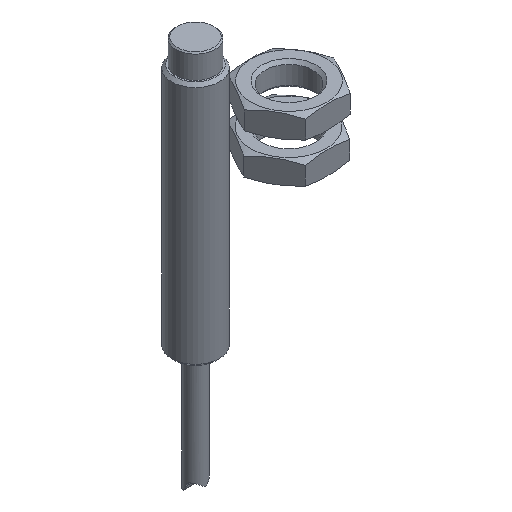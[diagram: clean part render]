
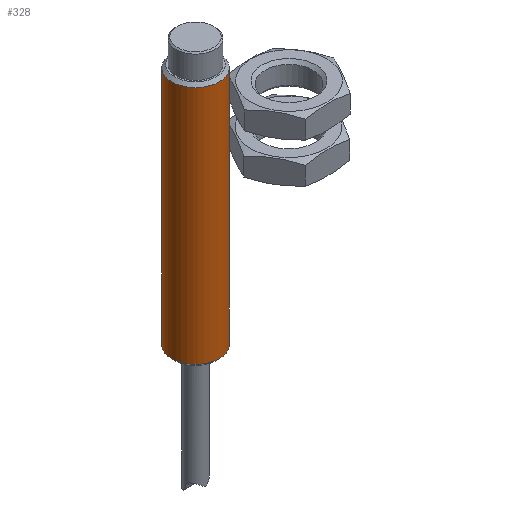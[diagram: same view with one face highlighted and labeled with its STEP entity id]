
A CAD part, isometric view. The second image highlights one B-rep face of the part: STEP entity #328.
In plain terms, the highlighted cylindrical face has radius 4 mm (diameter 8 mm), a full revolution.
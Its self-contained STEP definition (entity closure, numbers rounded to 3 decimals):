
#52=FACE_BOUND($,#116,.T.);
#66=CIRCLE($,#357,4.);
#68=CIRCLE($,#360,4.);
#90=FACE_OUTER_BOUND($,#115,.T.);
#115=EDGE_LOOP($,(#251));
#116=EDGE_LOOP($,(#252));
#176=VERTEX_POINT($,#575);
#178=VERTEX_POINT($,#580);
#209=EDGE_CURVE($,#176,#176,#66,.T.);
#211=EDGE_CURVE($,#178,#178,#68,.T.);
#251=ORIENTED_EDGE($,*,*,#211,.F.);
#252=ORIENTED_EDGE($,*,*,#209,.F.);
#321=CYLINDRICAL_SURFACE($,#359,4.);
#328=ADVANCED_FACE($,(#90,#52),#321,.T.);
#357=AXIS2_PLACEMENT_3D($,#576,#406,#407);
#359=AXIS2_PLACEMENT_3D($,#579,#410,#411);
#360=AXIS2_PLACEMENT_3D($,#581,#412,#413);
#406=DIRECTION('center_axis',(0.,0.,-1.));
#407=DIRECTION('ref_axis',(-1.,0.,0.));
#410=DIRECTION('center_axis',(0.,0.,1.));
#411=DIRECTION('ref_axis',(-1.,0.,0.));
#412=DIRECTION('center_axis',(0.,0.,1.));
#413=DIRECTION('ref_axis',(-1.,0.,0.));
#575=CARTESIAN_POINT('',(4.,0.,0.5));
#576=CARTESIAN_POINT('Origin',(0.,0.,0.5));
#579=CARTESIAN_POINT('Origin',(0.,0.,0.));
#580=CARTESIAN_POINT('',(4.,0.,40.5));
#581=CARTESIAN_POINT('Origin',(0.,0.,40.5));
